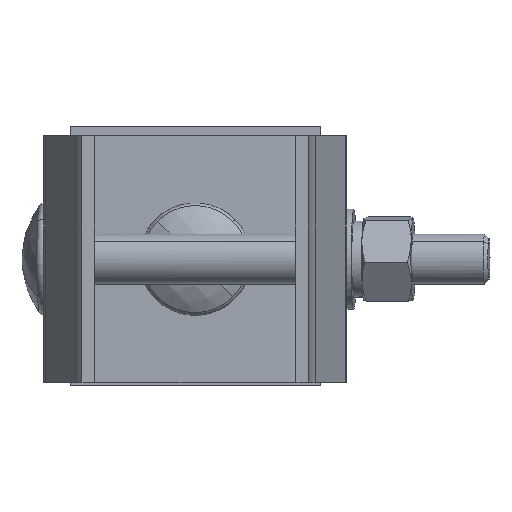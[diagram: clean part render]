
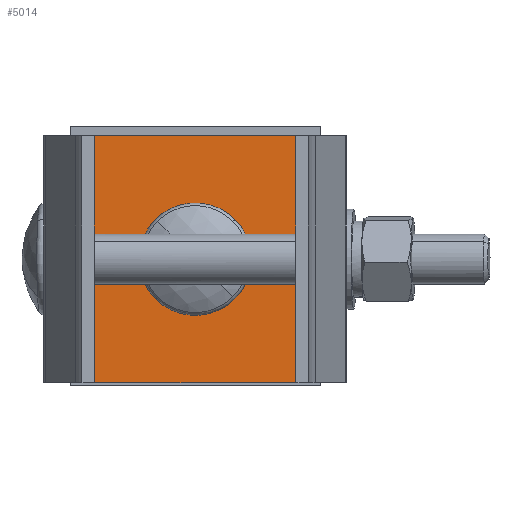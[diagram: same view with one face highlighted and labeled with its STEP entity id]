
A CAD part, front view. The second image highlights one B-rep face of the part: STEP entity #5014.
In plain terms, the highlighted planar face has unit normal (0, -1, 0).
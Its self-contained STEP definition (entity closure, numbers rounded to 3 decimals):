
#66 = EDGE_CURVE ( 'NONE', #1385, #264, #4422, .T. ) ;
#205 = DIRECTION ( 'NONE',  ( -1., 0., 0. ) ) ;
#264 = VERTEX_POINT ( 'NONE', #4087 ) ;
#596 = DIRECTION ( 'NONE',  ( 1., 0., 0. ) ) ;
#645 = LINE ( 'NONE', #8271, #834 ) ;
#651 = VECTOR ( 'NONE', #9774, 1000. ) ;
#834 = VECTOR ( 'NONE', #596, 1000. ) ;
#973 = CARTESIAN_POINT ( 'NONE',  ( 0., -2., -19.75 ) ) ;
#1158 = LINE ( 'NONE', #1895, #8512 ) ;
#1213 = DIRECTION ( 'NONE',  ( 0., 0., -1. ) ) ;
#1220 = VECTOR ( 'NONE', #8092, 1000. ) ;
#1354 = EDGE_CURVE ( 'NONE', #7904, #2841, #1158, .T. ) ;
#1385 = VERTEX_POINT ( 'NONE', #4607 ) ;
#1458 = CARTESIAN_POINT ( 'NONE',  ( -37.004, -2., -19.75 ) ) ;
#1552 = CARTESIAN_POINT ( 'NONE',  ( -23.5, -2., -4.25 ) ) ;
#1554 = ORIENTED_EDGE ( 'NONE', *, *, #5526, .F. ) ;
#1895 = CARTESIAN_POINT ( 'NONE',  ( -15., -2., 4.25 ) ) ;
#2478 = DIRECTION ( 'NONE',  ( -1., 0., 0. ) ) ;
#2481 = VECTOR ( 'NONE', #4694, 1000. ) ;
#2561 = EDGE_LOOP ( 'NONE', ( #7177, #8814, #7153, #10509 ) ) ;
#2576 = ORIENTED_EDGE ( 'NONE', *, *, #66, .T. ) ;
#2736 = CARTESIAN_POINT ( 'NONE',  ( 0., -2., 19.75 ) ) ;
#2785 = DIRECTION ( 'NONE',  ( 0., -1., 0. ) ) ;
#2841 = VERTEX_POINT ( 'NONE', #5866 ) ;
#3501 = CARTESIAN_POINT ( 'NONE',  ( -37.004, -2., 19.75 ) ) ;
#3747 = LINE ( 'NONE', #4488, #651 ) ;
#3897 = VECTOR ( 'NONE', #205, 1000. ) ;
#3927 = VERTEX_POINT ( 'NONE', #6094 ) ;
#4063 = CARTESIAN_POINT ( 'NONE',  ( 0., -2., 19.75 ) ) ;
#4087 = CARTESIAN_POINT ( 'NONE',  ( -37.004, -2., 19.75 ) ) ;
#4114 = VECTOR ( 'NONE', #2478, 1000. ) ;
#4422 = LINE ( 'NONE', #7894, #3897 ) ;
#4452 = VECTOR ( 'NONE', #5419, 1000. ) ;
#4478 = CARTESIAN_POINT ( 'NONE',  ( -15., -2., 4.25 ) ) ;
#4488 = CARTESIAN_POINT ( 'NONE',  ( 0., -2., -19.75 ) ) ;
#4517 = LINE ( 'NONE', #3501, #4452 ) ;
#4607 = CARTESIAN_POINT ( 'NONE',  ( 0., -2., 19.75 ) ) ;
#4694 = DIRECTION ( 'NONE',  ( 0., 0., 1. ) ) ;
#4951 = EDGE_CURVE ( 'NONE', #3927, #7904, #645, .T. ) ;
#5014 = ADVANCED_FACE ( 'NONE', ( #10928, #7821 ), #5270, .T. ) ;
#5064 = LINE ( 'NONE', #1552, #4114 ) ;
#5270 = PLANE ( 'NONE',  #8787 ) ;
#5419 = DIRECTION ( 'NONE',  ( 0., 0., -1. ) ) ;
#5526 = EDGE_CURVE ( 'NONE', #9782, #10063, #3747, .T. ) ;
#5545 = LINE ( 'NONE', #4063, #1220 ) ;
#5649 = ORIENTED_EDGE ( 'NONE', *, *, #9998, .F. ) ;
#5698 = LINE ( 'NONE', #6423, #2481 ) ;
#5866 = CARTESIAN_POINT ( 'NONE',  ( -15., -2., -4.25 ) ) ;
#6094 = CARTESIAN_POINT ( 'NONE',  ( -23.5, -2., 4.25 ) ) ;
#6423 = CARTESIAN_POINT ( 'NONE',  ( -23.5, -2., 4.25 ) ) ;
#7049 = EDGE_CURVE ( 'NONE', #9853, #3927, #5698, .T. ) ;
#7153 = ORIENTED_EDGE ( 'NONE', *, *, #7049, .T. ) ;
#7177 = ORIENTED_EDGE ( 'NONE', *, *, #1354, .T. ) ;
#7821 = FACE_OUTER_BOUND ( 'NONE', #9223, .T. ) ;
#7894 = CARTESIAN_POINT ( 'NONE',  ( 0., -2., 19.75 ) ) ;
#7904 = VERTEX_POINT ( 'NONE', #4478 ) ;
#8092 = DIRECTION ( 'NONE',  ( 0., 0., -1. ) ) ;
#8138 = ORIENTED_EDGE ( 'NONE', *, *, #8141, .T. ) ;
#8141 = EDGE_CURVE ( 'NONE', #264, #10063, #4517, .T. ) ;
#8271 = CARTESIAN_POINT ( 'NONE',  ( -23.5, -2., 4.25 ) ) ;
#8512 = VECTOR ( 'NONE', #1213, 1000. ) ;
#8655 = DIRECTION ( 'NONE',  ( 1., 0., 0. ) ) ;
#8659 = CARTESIAN_POINT ( 'NONE',  ( -23.5, -2., -4.25 ) ) ;
#8787 = AXIS2_PLACEMENT_3D ( 'NONE', #2736, #2785, #8655 ) ;
#8814 = ORIENTED_EDGE ( 'NONE', *, *, #9227, .T. ) ;
#9223 = EDGE_LOOP ( 'NONE', ( #1554, #5649, #2576, #8138 ) ) ;
#9227 = EDGE_CURVE ( 'NONE', #2841, #9853, #5064, .T. ) ;
#9774 = DIRECTION ( 'NONE',  ( -1., 0., 0. ) ) ;
#9782 = VERTEX_POINT ( 'NONE', #973 ) ;
#9853 = VERTEX_POINT ( 'NONE', #8659 ) ;
#9998 = EDGE_CURVE ( 'NONE', #1385, #9782, #5545, .T. ) ;
#10063 = VERTEX_POINT ( 'NONE', #1458 ) ;
#10509 = ORIENTED_EDGE ( 'NONE', *, *, #4951, .T. ) ;
#10928 = FACE_BOUND ( 'NONE', #2561, .T. ) ;
